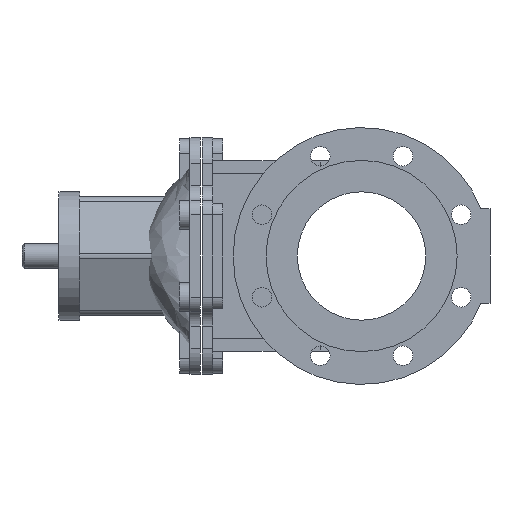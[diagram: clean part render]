
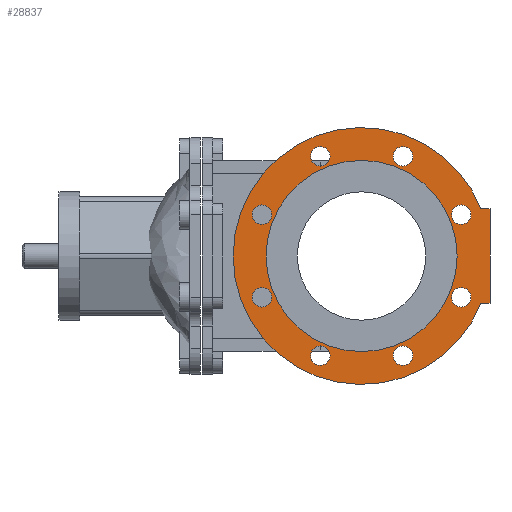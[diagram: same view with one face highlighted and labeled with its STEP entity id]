
A CAD part, left-side view. The second image highlights one B-rep face of the part: STEP entity #28837.
In plain terms, the highlighted planar face has unit normal (-1, 0, 0).
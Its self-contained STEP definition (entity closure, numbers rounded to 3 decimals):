
#28837=ADVANCED_FACE('',(#51542,#51544,#51546,#51548,#51550,#51552,#51554,#51556,
#51558,#51560),#51562,.F.);
#51542=FACE_BOUND('',#51543,.T.);
#51543=EDGE_LOOP('',(#70506,#70507,#70508,#70509));
#51544=FACE_BOUND('',#51545,.T.);
#51545=EDGE_LOOP('',(#70510));
#51546=FACE_BOUND('',#51547,.T.);
#51547=EDGE_LOOP('',(#70511));
#51548=FACE_BOUND('',#51549,.T.);
#51549=EDGE_LOOP('',(#70512));
#51550=FACE_BOUND('',#51551,.T.);
#51551=EDGE_LOOP('',(#70513));
#51552=FACE_BOUND('',#51553,.T.);
#51553=EDGE_LOOP('',(#70514));
#51554=FACE_BOUND('',#51555,.T.);
#51555=EDGE_LOOP('',(#70515));
#51556=FACE_BOUND('',#51557,.T.);
#51557=EDGE_LOOP('',(#70516));
#51558=FACE_BOUND('',#51559,.T.);
#51559=EDGE_LOOP('',(#70517));
#51560=FACE_BOUND('',#51561,.T.);
#51561=EDGE_LOOP('',(#70518));
#51562=PLANE('',#51563);
#51563=AXIS2_PLACEMENT_3D('',#51564,#51565,#51566);
#51564=CARTESIAN_POINT('',(-5662.622,6882.069,50.5));
#51565=DIRECTION('',(1.,0.,0.));
#51566=DIRECTION('',(0.,0.,1.));
#70506=ORIENTED_EDGE('',*,*,#80678,.T.);
#70507=ORIENTED_EDGE('',*,*,#80684,.T.);
#70508=ORIENTED_EDGE('',*,*,#80682,.T.);
#70509=ORIENTED_EDGE('',*,*,#80680,.T.);
#70510=ORIENTED_EDGE('',*,*,#80657,.T.);
#70511=ORIENTED_EDGE('',*,*,#80659,.T.);
#70512=ORIENTED_EDGE('',*,*,#80661,.T.);
#70513=ORIENTED_EDGE('',*,*,#80663,.T.);
#70514=ORIENTED_EDGE('',*,*,#80665,.T.);
#70515=ORIENTED_EDGE('',*,*,#80667,.T.);
#70516=ORIENTED_EDGE('',*,*,#80669,.T.);
#70517=ORIENTED_EDGE('',*,*,#80674,.F.);
#70518=ORIENTED_EDGE('',*,*,#80655,.T.);
#80655=EDGE_CURVE('',#96318,#96318,#96319,.T.);
#80657=EDGE_CURVE('',#96322,#96322,#96323,.T.);
#80659=EDGE_CURVE('',#96326,#96326,#96327,.T.);
#80661=EDGE_CURVE('',#96330,#96330,#96331,.T.);
#80663=EDGE_CURVE('',#96334,#96334,#96335,.T.);
#80665=EDGE_CURVE('',#96338,#96338,#96339,.T.);
#80667=EDGE_CURVE('',#96342,#96342,#96343,.T.);
#80669=EDGE_CURVE('',#96346,#96346,#96347,.T.);
#80674=EDGE_CURVE('',#96356,#96356,#96357,.T.);
#80678=EDGE_CURVE('',#96364,#96362,#96365,.T.);
#80680=EDGE_CURVE('',#96367,#96364,#96368,.T.);
#80682=EDGE_CURVE('',#96370,#96367,#96371,.T.);
#80684=EDGE_CURVE('',#96362,#96370,#96373,.T.);
#96318=VERTEX_POINT('',#130917);
#96319=CIRCLE('',#130918,9.5);
#96322=VERTEX_POINT('',#130927);
#96323=CIRCLE('',#130928,9.5);
#96326=VERTEX_POINT('',#130937);
#96327=CIRCLE('',#130938,9.5);
#96330=VERTEX_POINT('',#130947);
#96331=CIRCLE('',#130948,9.5);
#96334=VERTEX_POINT('',#130957);
#96335=CIRCLE('',#130958,9.5);
#96338=VERTEX_POINT('',#130967);
#96339=CIRCLE('',#130968,9.5);
#96342=VERTEX_POINT('',#130977);
#96343=CIRCLE('',#130978,9.5);
#96346=VERTEX_POINT('',#130987);
#96347=CIRCLE('',#130988,9.5);
#96356=VERTEX_POINT('',#131009);
#96357=CIRCLE('',#131010,93.);
#96362=VERTEX_POINT('',#131024);
#96364=VERTEX_POINT('',#131028);
#96365=LINE('',#131029,#131030);
#96367=VERTEX_POINT('',#131035);
#96368=LINE('',#131036,#131037);
#96370=VERTEX_POINT('',#131042);
#96371=CIRCLE('',#131043,125.);
#96373=LINE('',#131050,#131051);
#130917=CARTESIAN_POINT('',(-5662.622,6982.98,90.682));
#130918=AXIS2_PLACEMENT_3D('',#130919,#130920,#130921);
#130919=CARTESIAN_POINT('',(-5662.622,6992.48,90.682));
#130920=DIRECTION('',(1.,0.,0.));
#130921=DIRECTION('',(0.,-1.,0.));
#130927=CARTESIAN_POINT('',(-5662.622,6845.791,147.507));
#130928=AXIS2_PLACEMENT_3D('',#130929,#130930,#130931);
#130929=CARTESIAN_POINT('',(-5662.622,6855.291,147.507));
#130930=DIRECTION('',(1.,0.,0.));
#130931=DIRECTION('',(0.,-1.,0.));
#130937=CARTESIAN_POINT('',(-5662.622,6788.965,10.318));
#130938=AXIS2_PLACEMENT_3D('',#130939,#130940,#130941);
#130939=CARTESIAN_POINT('',(-5662.622,6798.465,10.318));
#130940=DIRECTION('',(1.,0.,0.));
#130941=DIRECTION('',(0.,-1.,0.));
#130947=CARTESIAN_POINT('',(-5662.622,6926.154,-46.507));
#130948=AXIS2_PLACEMENT_3D('',#130949,#130950,#130951);
#130949=CARTESIAN_POINT('',(-5662.622,6935.654,-46.507));
#130950=DIRECTION('',(1.,0.,0.));
#130951=DIRECTION('',(0.,-1.,0.));
#130957=CARTESIAN_POINT('',(-5662.622,6845.791,-46.507));
#130958=AXIS2_PLACEMENT_3D('',#130959,#130960,#130961);
#130959=CARTESIAN_POINT('',(-5662.622,6855.291,-46.507));
#130960=DIRECTION('',(1.,0.,0.));
#130961=DIRECTION('',(0.,-1.,0.));
#130967=CARTESIAN_POINT('',(-5662.622,6788.965,90.682));
#130968=AXIS2_PLACEMENT_3D('',#130969,#130970,#130971);
#130969=CARTESIAN_POINT('',(-5662.622,6798.465,90.682));
#130970=DIRECTION('',(1.,0.,0.));
#130971=DIRECTION('',(0.,-1.,0.));
#130977=CARTESIAN_POINT('',(-5662.622,6926.154,147.507));
#130978=AXIS2_PLACEMENT_3D('',#130979,#130980,#130981);
#130979=CARTESIAN_POINT('',(-5662.622,6935.654,147.507));
#130980=DIRECTION('',(1.,0.,0.));
#130981=DIRECTION('',(0.,-1.,0.));
#130987=CARTESIAN_POINT('',(-5662.622,6982.98,10.318));
#130988=AXIS2_PLACEMENT_3D('',#130989,#130990,#130991);
#130989=CARTESIAN_POINT('',(-5662.622,6992.48,10.318));
#130990=DIRECTION('',(1.,0.,0.));
#130991=DIRECTION('',(0.,-1.,0.));
#131009=CARTESIAN_POINT('',(-5662.622,6895.473,-42.5));
#131010=AXIS2_PLACEMENT_3D('',#131011,#131012,#131013);
#131011=CARTESIAN_POINT('',(-5662.622,6895.473,50.5));
#131012=DIRECTION('',(-1.,0.,0.));
#131013=DIRECTION('',(0.,0.,1.));
#131024=CARTESIAN_POINT('',(-5662.622,6770.473,96.5));
#131028=CARTESIAN_POINT('',(-5662.622,6770.473,4.5));
#131029=CARTESIAN_POINT('',(-5662.622,6770.473,4.5));
#131030=VECTOR('',#131031,1.);
#131031=DIRECTION('',(0.,0.,1.));
#131035=CARTESIAN_POINT('',(-5662.622,6779.244,4.5));
#131036=CARTESIAN_POINT('',(-5662.622,6779.244,4.5));
#131037=VECTOR('',#131038,1.);
#131038=DIRECTION('',(0.,-1.,0.));
#131042=CARTESIAN_POINT('',(-5662.622,6779.244,96.5));
#131043=AXIS2_PLACEMENT_3D('',#131044,#131045,#131046);
#131044=CARTESIAN_POINT('',(-5662.622,6895.473,50.5));
#131045=DIRECTION('',(-1.,0.,0.));
#131046=DIRECTION('',(0.,-0.93,0.368));
#131050=CARTESIAN_POINT('',(-5662.622,6770.473,96.5));
#131051=VECTOR('',#131052,1.);
#131052=DIRECTION('',(0.,1.,0.));
